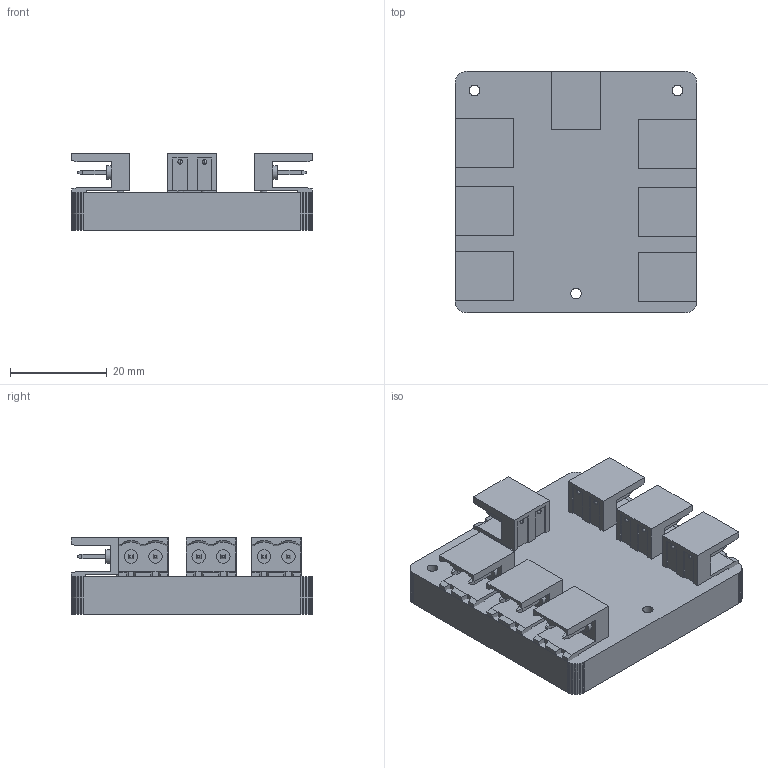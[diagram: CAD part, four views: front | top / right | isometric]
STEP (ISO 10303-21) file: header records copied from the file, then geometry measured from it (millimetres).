
FILE_DESCRIPTION(('KiCad electronic assembly'),'2;1');
FILE_NAME('motor_power_connector.step','2023-05-09T23:04:59',('Pcbnew'), ('Kicad'),'Open CASCADE STEP processor 7.6','KiCad to STEP converter', 'Unknown');
FILE_SCHEMA(('AUTOMOTIVE_DESIGN { 1 0 10303 214 1 1 1 1 }'));
Length unit declared in the file: millimetre
Products named in the file (4): motor_power_connector 1; 1705181; COMPOUND; _autosave-motor_power_connector PCB
Assembly tree (9 placements, depth 3):
  motor_power_connector 1
    1705181  x7
      COMPOUND
    _autosave-motor_power_connector PCB
Bounding box: 50 x 50 x 15.81 mm (x, y, z)
Volume: 22542 mm3; surface area: 12508.1 mm2
Topology: 22 solids, 22 shells, 764 faces, 1838 edges, 1174 vertices
Faces by surface type: plane 607, cylinder 101, sphere 28, cone 28
Full cylindrical faces by diameter (mm): 1.3 x14, 2.2 x3
Entity records: 12111 total; most frequent: CARTESIAN_POINT 2278, DIRECTION 1698, LINE 1174, VECTOR 1174, ORIENTED_EDGE 880, PCURVE 880, DEFINITIONAL_REPRESENTATION 880, EDGE_CURVE 440
